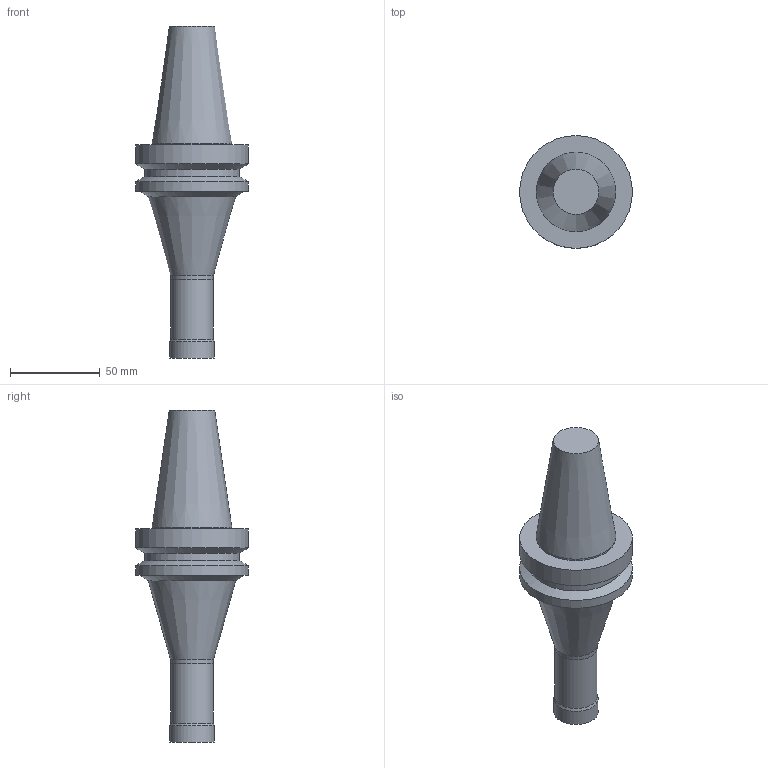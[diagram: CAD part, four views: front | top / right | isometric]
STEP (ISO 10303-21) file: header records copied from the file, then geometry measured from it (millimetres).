
FILE_DESCRIPTION((''),'1');
FILE_NAME('BBT40-FCM25093-120.stp','2012-05-30T02:32:50',(''),(''),'Spatial Interop R18','Kubotek KeyCreator V8.5.1 (14335)',' ');
FILE_SCHEMA(('CONFIG_CONTROL_DESIGN'));
Length unit declared in the file: millimetre
Products named in the file (1): 1
Bounding box: 63 x 63 x 185.4 mm (x, y, z)
Volume: 215442.1 mm3; surface area: 26035.9 mm2
Topology: 1 solids, 1 shells, 17 faces, 29 edges, 16 vertices
Faces by surface type: cone 7, cylinder 6, plane 4
Full cylindrical faces by diameter (mm): 23.8 x1, 25 x1, 44.45 x1, 53 x1, 63 x2
Entity records: 378 total; most frequent: DIRECTION 68, CARTESIAN_POINT 50, AXIS2_PLACEMENT_3D 34, EDGE_LOOP 32, ORIENTED_EDGE 32, FACE_BOUND 28, ADVANCED_FACE 17, EDGE_CURVE 16
